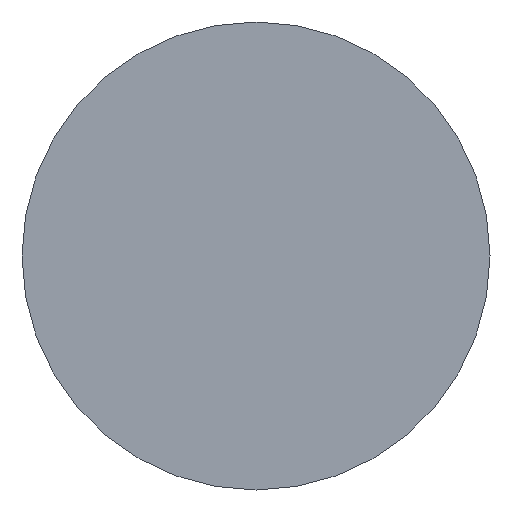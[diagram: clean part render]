
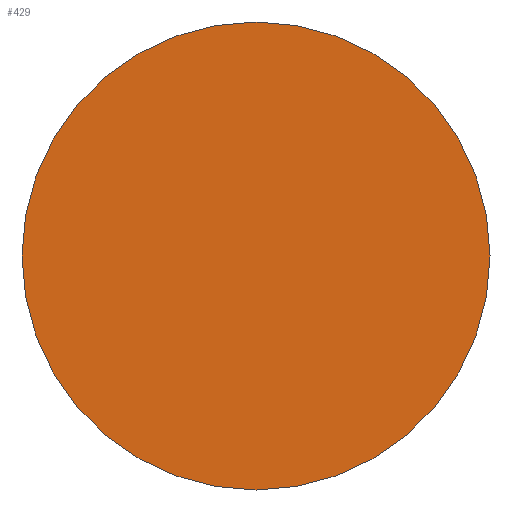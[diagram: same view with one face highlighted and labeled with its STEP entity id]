
A CAD part, left-side view. The second image highlights one B-rep face of the part: STEP entity #429.
In plain terms, the highlighted planar face has unit normal (-1, 0, 0).
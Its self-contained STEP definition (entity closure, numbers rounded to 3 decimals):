
#30 = DIRECTION ( 'NONE',  ( 1., 0., 0. ) ) ;
#63 = VERTEX_POINT ( 'NONE', #286 ) ;
#67 = CARTESIAN_POINT ( 'NONE',  ( 0., 0., 0. ) ) ;
#123 = EDGE_LOOP ( 'NONE', ( #550, #541 ) ) ;
#127 = VERTEX_POINT ( 'NONE', #407 ) ;
#157 = CARTESIAN_POINT ( 'NONE',  ( 0., 0., 0. ) ) ;
#163 = PLANE ( 'NONE',  #258 ) ;
#194 = DIRECTION ( 'NONE',  ( 0., 1., 0. ) ) ;
#254 = AXIS2_PLACEMENT_3D ( 'NONE', #157, #487, #280 ) ;
#258 = AXIS2_PLACEMENT_3D ( 'NONE', #452, #496, #402 ) ;
#280 = DIRECTION ( 'NONE',  ( 0., 1., 0. ) ) ;
#286 = CARTESIAN_POINT ( 'NONE',  ( 0., 0.94, 0. ) ) ;
#288 = CIRCLE ( 'NONE', #314, 0.94 ) ;
#298 = CIRCLE ( 'NONE', #254, 0.94 ) ;
#314 = AXIS2_PLACEMENT_3D ( 'NONE', #67, #30, #194 ) ;
#328 = FACE_OUTER_BOUND ( 'NONE', #123, .T. ) ;
#402 = DIRECTION ( 'NONE',  ( 0., 1., 0. ) ) ;
#407 = CARTESIAN_POINT ( 'NONE',  ( 0., -0.94, 0. ) ) ;
#429 = ADVANCED_FACE ( 'NONE', ( #328 ), #163, .F. ) ;
#452 = CARTESIAN_POINT ( 'NONE',  ( 0., 0., 0. ) ) ;
#487 = DIRECTION ( 'NONE',  ( 1., 0., 0. ) ) ;
#496 = DIRECTION ( 'NONE',  ( 1., 0., 0. ) ) ;
#511 = EDGE_CURVE ( 'NONE', #63, #127, #288, .T. ) ;
#538 = EDGE_CURVE ( 'NONE', #127, #63, #298, .T. ) ;
#541 = ORIENTED_EDGE ( 'NONE', *, *, #538, .F. ) ;
#550 = ORIENTED_EDGE ( 'NONE', *, *, #511, .F. ) ;
